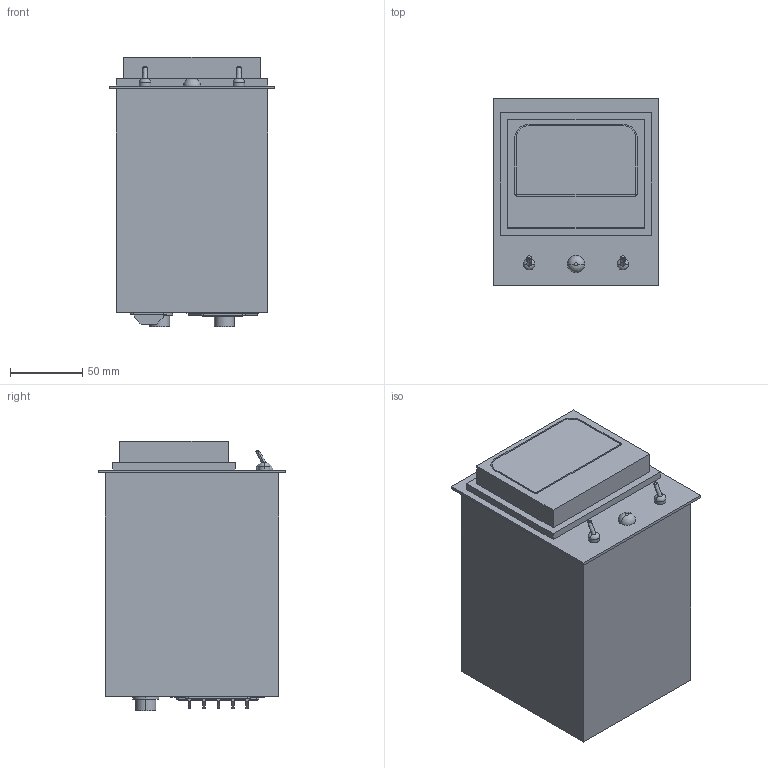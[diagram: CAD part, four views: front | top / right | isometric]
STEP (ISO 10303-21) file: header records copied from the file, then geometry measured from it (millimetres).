
FILE_DESCRIPTION (( 'STEP AP214' ), '1' );
FILE_NAME ('Pirani_Guage.STEP', '2017-08-19T06:29:35', ( 'Sidh Singh' ), ( '' ), 'SwSTEP 2.0', 'SolidWorks 2012', '' );
FILE_SCHEMA (( 'AUTOMOTIVE_DESIGN' ));
Length unit declared in the file: millimetre
Products named in the file (1): Pirani_Guage
Bounding box: 115 x 130 x 187 mm (x, y, z)
Volume: 2137587 mm3; surface area: 116739 mm2
Topology: 1 solids, 1 shells, 240 faces, 618 edges, 402 vertices
Faces by surface type: plane 132, cylinder 78, sphere 16, bspline 8, torus 6
Entity records: 9124 total; most frequent: CARTESIAN_POINT 1683, DIRECTION 1232, ORIENTED_EDGE 1172, EDGE_CURVE 586, AXIS2_PLACEMENT_3D 425, VERTEX_POINT 386, LINE 382, VECTOR 382
